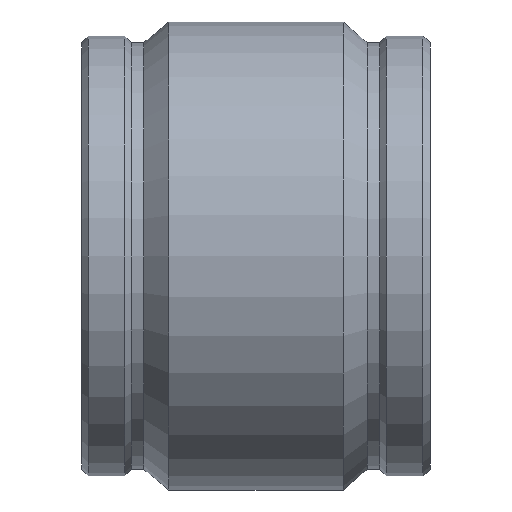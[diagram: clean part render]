
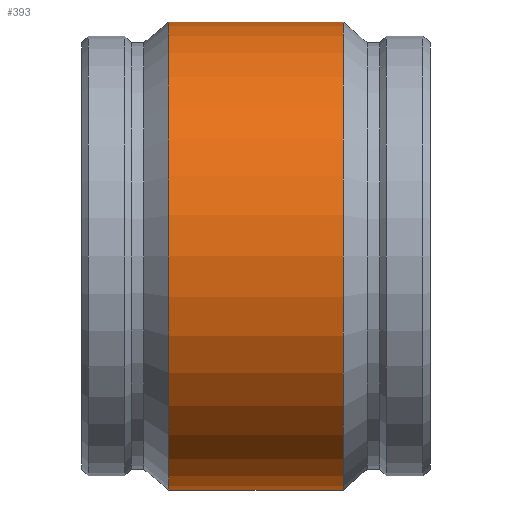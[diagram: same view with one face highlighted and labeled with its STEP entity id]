
A CAD part, front view. The second image highlights one B-rep face of the part: STEP entity #393.
In plain terms, the highlighted cylindrical face has radius 190.5 mm (diameter 381 mm), a full revolution.
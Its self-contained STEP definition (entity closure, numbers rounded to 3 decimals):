
#44=FACE_BOUND('',#149,.T.);
#69=CYLINDRICAL_SURFACE('',#448,190.5);
#95=FACE_OUTER_BOUND('',#148,.T.);
#148=EDGE_LOOP('',(#326));
#149=EDGE_LOOP('',(#327));
#201=CIRCLE('',#447,190.5);
#202=CIRCLE('',#449,190.5);
#237=VERTEX_POINT('',#746);
#238=VERTEX_POINT('',#749);
#273=EDGE_CURVE('',#237,#237,#201,.T.);
#274=EDGE_CURVE('',#238,#238,#202,.T.);
#326=ORIENTED_EDGE('',*,*,#273,.T.);
#327=ORIENTED_EDGE('',*,*,#274,.F.);
#393=ADVANCED_FACE('',(#95,#44),#69,.T.);
#447=AXIS2_PLACEMENT_3D('',#747,#553,#554);
#448=AXIS2_PLACEMENT_3D('',#748,#555,#556);
#449=AXIS2_PLACEMENT_3D('',#750,#557,#558);
#553=DIRECTION('center_axis',(1.,0.,0.));
#554=DIRECTION('ref_axis',(0.,0.,-1.));
#555=DIRECTION('center_axis',(1.,0.,0.));
#556=DIRECTION('ref_axis',(0.,1.,0.));
#557=DIRECTION('center_axis',(1.,0.,0.));
#558=DIRECTION('ref_axis',(0.,0.,-1.));
#746=CARTESIAN_POINT('',(-71.,190.5,0.));
#747=CARTESIAN_POINT('Origin',(-71.,0.,0.));
#748=CARTESIAN_POINT('Origin',(0.,0.,0.));
#749=CARTESIAN_POINT('',(71.,190.5,0.));
#750=CARTESIAN_POINT('Origin',(71.,0.,0.));
